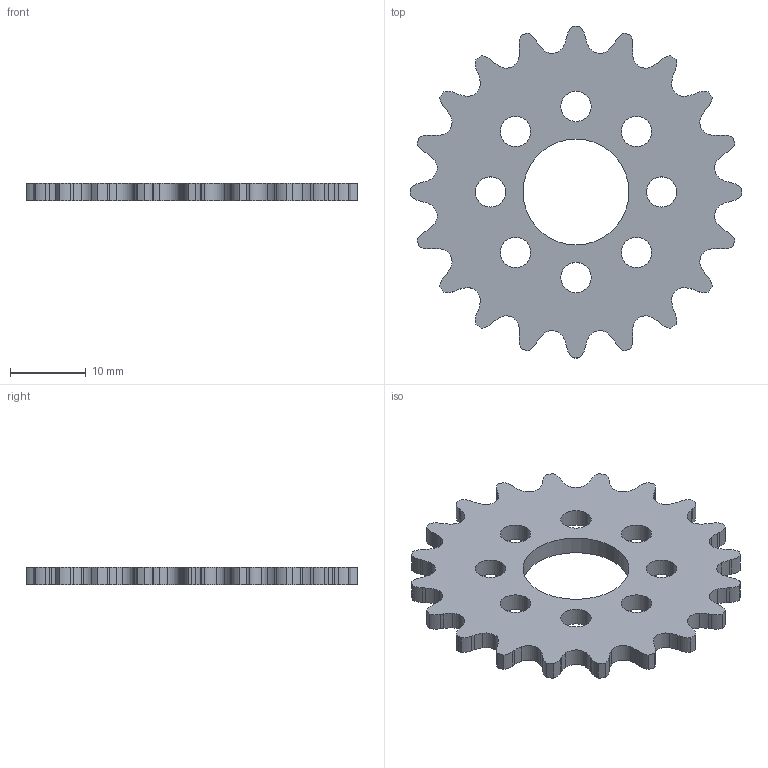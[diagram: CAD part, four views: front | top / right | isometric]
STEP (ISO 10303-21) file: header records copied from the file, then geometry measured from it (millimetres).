
FILE_DESCRIPTION (( 'STEP AP203' ), '1' );
FILE_NAME ('3314-0014-0020.STEP', '2023-05-02T19:03:20', ( '' ), ( '' ), 'SwSTEP 2.0', 'SolidWorks 2016', '' );
FILE_SCHEMA (( 'CONFIG_CONTROL_DESIGN' ));
Length unit declared in the file: inch
Products named in the file (1): 3314-0014-0020
Bounding box: 43.9 x 43.9 x 2.36 mm (x, y, z)
Volume: 2391 mm3; surface area: 2859.3 mm2
Topology: 1 solids, 1 shells, 426 faces, 1248 edges, 832 vertices
Faces by surface type: plane 189, cylinder 151, bspline 86
Entity records: 15829 total; most frequent: CARTESIAN_POINT 4689, ORIENTED_EDGE 2496, DIRECTION 2060, EDGE_CURVE 1248, VERTEX_POINT 832, LINE 774, VECTOR 774, AXIS2_PLACEMENT_3D 643
